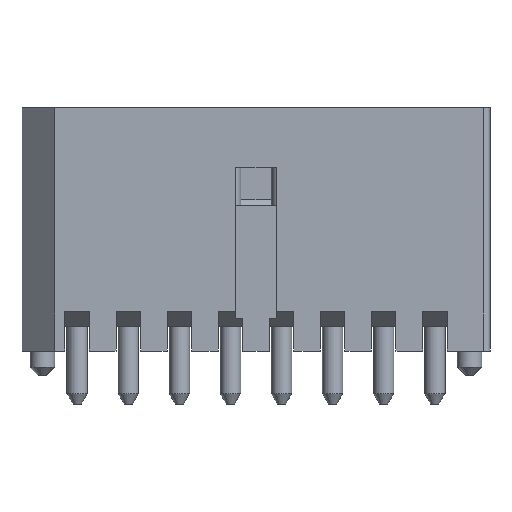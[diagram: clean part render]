
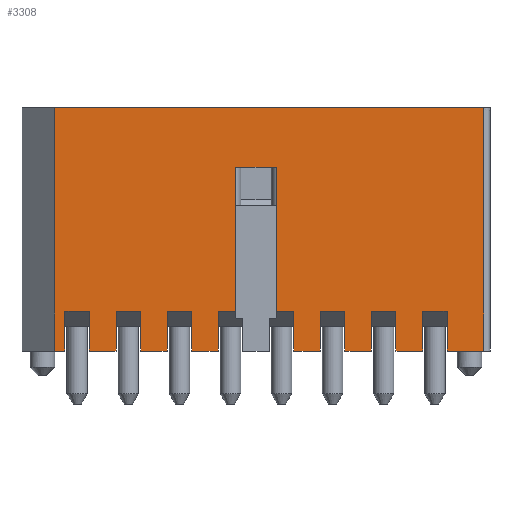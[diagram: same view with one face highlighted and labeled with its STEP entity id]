
A CAD part, front view. The second image highlights one B-rep face of the part: STEP entity #3308.
In plain terms, the highlighted planar face has unit normal (0, -1, 0).
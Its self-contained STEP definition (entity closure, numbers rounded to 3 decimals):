
#596=CARTESIAN_POINT('',(-1.,-1.4,4.925));
#597=VERTEX_POINT('',#596);
#604=CARTESIAN_POINT('',(-1.,-1.4,-5.575));
#605=VERTEX_POINT('',#604);
#606=CARTESIAN_POINT('',(-1.,-1.4,4.925));
#607=DIRECTION('',(0.,0.,-1.));
#608=VECTOR('',#607,10.5);
#609=LINE('',#606,#608);
#610=EDGE_CURVE('',#597,#605,#609,.T.);
#1344=CARTESIAN_POINT('',(-2.45,-1.4,-0.5));
#1345=VERTEX_POINT('',#1344);
#1346=CARTESIAN_POINT('',(-2.45,-1.4,0.5));
#1347=VERTEX_POINT('',#1346);
#1348=CARTESIAN_POINT('',(-2.45,-1.4,-0.5));
#1349=DIRECTION('',(0.,0.,1.));
#1350=VECTOR('',#1349,1.);
#1351=LINE('',#1348,#1350);
#1352=EDGE_CURVE('',#1345,#1347,#1351,.T.);
#1701=CARTESIAN_POINT('',(-5.975,-1.4,-0.5));
#1702=VERTEX_POINT('',#1701);
#1709=CARTESIAN_POINT('',(-5.975,-1.4,-0.5));
#1710=DIRECTION('',(1.,0.,0.));
#1711=VECTOR('',#1710,3.525);
#1712=LINE('',#1709,#1711);
#1713=EDGE_CURVE('',#1702,#1345,#1712,.T.);
#1726=CARTESIAN_POINT('',(-5.975,-1.4,0.5));
#1727=VERTEX_POINT('',#1726);
#1728=CARTESIAN_POINT('',(-2.45,-1.4,0.5));
#1729=DIRECTION('',(-1.,0.,0.));
#1730=VECTOR('',#1729,3.525);
#1731=LINE('',#1728,#1730);
#1732=EDGE_CURVE('',#1347,#1727,#1731,.T.);
#3033=CARTESIAN_POINT('',(-6.95,-1.4,4.925));
#3034=VERTEX_POINT('',#3033);
#3041=CARTESIAN_POINT('',(-6.95,-1.4,4.925));
#3042=DIRECTION('',(1.,0.,0.));
#3043=VECTOR('',#3042,5.95);
#3044=LINE('',#3041,#3043);
#3045=EDGE_CURVE('',#3034,#597,#3044,.T.);
#3052=CARTESIAN_POINT('',(-3.975,-1.4,-0.325));
#3053=DIRECTION('',(0.,0.,-1.));
#3054=DIRECTION('',(0.,-1.,0.));
#3055=AXIS2_PLACEMENT_3D('',#3052,#3054,#3053);
#3056=PLANE('',#3055);
#3057=CARTESIAN_POINT('',(-5.975,-1.4,-0.925));
#3058=VERTEX_POINT('',#3057);
#3059=CARTESIAN_POINT('',(-5.975,-1.4,-0.5));
#3060=DIRECTION('',(0.,0.,-1.));
#3061=VECTOR('',#3060,0.425);
#3062=LINE('',#3059,#3061);
#3063=EDGE_CURVE('',#1702,#3058,#3062,.T.);
#3064=ORIENTED_EDGE('E217',*,*,#3063,.T.);
#3065=CARTESIAN_POINT('',(-6.95,-1.4,-0.925));
#3066=VERTEX_POINT('',#3065);
#3067=CARTESIAN_POINT('',(-5.975,-1.4,-0.925));
#3068=DIRECTION('',(-1.,0.,0.));
#3069=VECTOR('',#3068,0.975);
#3070=LINE('',#3067,#3069);
#3071=EDGE_CURVE('',#3058,#3066,#3070,.T.);
#3072=ORIENTED_EDGE('E218',*,*,#3071,.T.);
#3073=CARTESIAN_POINT('',(-6.95,-1.4,-1.575));
#3074=VERTEX_POINT('',#3073);
#3075=CARTESIAN_POINT('',(-6.95,-1.4,-0.925));
#3076=DIRECTION('',(0.,0.,-1.));
#3077=VECTOR('',#3076,0.65);
#3078=LINE('',#3075,#3077);
#3079=EDGE_CURVE('',#3066,#3074,#3078,.T.);
#3080=ORIENTED_EDGE('E219',*,*,#3079,.T.);
#3081=CARTESIAN_POINT('',(-5.975,-1.4,-1.575));
#3082=VERTEX_POINT('',#3081);
#3083=CARTESIAN_POINT('',(-6.95,-1.4,-1.575));
#3084=DIRECTION('',(1.,0.,0.));
#3085=VECTOR('',#3084,0.975);
#3086=LINE('',#3083,#3085);
#3087=EDGE_CURVE('',#3074,#3082,#3086,.T.);
#3088=ORIENTED_EDGE('E220',*,*,#3087,.T.);
#3089=CARTESIAN_POINT('',(-5.975,-1.4,-2.175));
#3090=VERTEX_POINT('',#3089);
#3091=CARTESIAN_POINT('',(-5.975,-1.4,-1.575));
#3092=DIRECTION('',(0.,0.,-1.));
#3093=VECTOR('',#3092,0.6);
#3094=LINE('',#3091,#3093);
#3095=EDGE_CURVE('',#3082,#3090,#3094,.T.);
#3096=ORIENTED_EDGE('E221',*,*,#3095,.T.);
#3097=CARTESIAN_POINT('',(-6.95,-1.4,-2.175));
#3098=VERTEX_POINT('',#3097);
#3099=CARTESIAN_POINT('',(-5.975,-1.4,-2.175));
#3100=DIRECTION('',(-1.,0.,0.));
#3101=VECTOR('',#3100,0.975);
#3102=LINE('',#3099,#3101);
#3103=EDGE_CURVE('',#3090,#3098,#3102,.T.);
#3104=ORIENTED_EDGE('E222',*,*,#3103,.T.);
#3105=CARTESIAN_POINT('',(-6.95,-1.4,-2.825));
#3106=VERTEX_POINT('',#3105);
#3107=CARTESIAN_POINT('',(-6.95,-1.4,-2.175));
#3108=DIRECTION('',(0.,0.,-1.));
#3109=VECTOR('',#3108,0.65);
#3110=LINE('',#3107,#3109);
#3111=EDGE_CURVE('',#3098,#3106,#3110,.T.);
#3112=ORIENTED_EDGE('E223',*,*,#3111,.T.);
#3113=CARTESIAN_POINT('',(-5.975,-1.4,-2.825));
#3114=VERTEX_POINT('',#3113);
#3115=CARTESIAN_POINT('',(-6.95,-1.4,-2.825));
#3116=DIRECTION('',(1.,0.,0.));
#3117=VECTOR('',#3116,0.975);
#3118=LINE('',#3115,#3117);
#3119=EDGE_CURVE('',#3106,#3114,#3118,.T.);
#3120=ORIENTED_EDGE('E224',*,*,#3119,.T.);
#3121=CARTESIAN_POINT('',(-5.975,-1.4,-3.425));
#3122=VERTEX_POINT('',#3121);
#3123=CARTESIAN_POINT('',(-5.975,-1.4,-2.825));
#3124=DIRECTION('',(0.,0.,-1.));
#3125=VECTOR('',#3124,0.6);
#3126=LINE('',#3123,#3125);
#3127=EDGE_CURVE('',#3114,#3122,#3126,.T.);
#3128=ORIENTED_EDGE('E225',*,*,#3127,.T.);
#3129=CARTESIAN_POINT('',(-6.95,-1.4,-3.425));
#3130=VERTEX_POINT('',#3129);
#3131=CARTESIAN_POINT('',(-5.975,-1.4,-3.425));
#3132=DIRECTION('',(-1.,0.,0.));
#3133=VECTOR('',#3132,0.975);
#3134=LINE('',#3131,#3133);
#3135=EDGE_CURVE('',#3122,#3130,#3134,.T.);
#3136=ORIENTED_EDGE('E226',*,*,#3135,.T.);
#3137=CARTESIAN_POINT('',(-6.95,-1.4,-4.075));
#3138=VERTEX_POINT('',#3137);
#3139=CARTESIAN_POINT('',(-6.95,-1.4,-3.425));
#3140=DIRECTION('',(0.,0.,-1.));
#3141=VECTOR('',#3140,0.65);
#3142=LINE('',#3139,#3141);
#3143=EDGE_CURVE('',#3130,#3138,#3142,.T.);
#3144=ORIENTED_EDGE('E227',*,*,#3143,.T.);
#3145=CARTESIAN_POINT('',(-5.975,-1.4,-4.075));
#3146=VERTEX_POINT('',#3145);
#3147=CARTESIAN_POINT('',(-6.95,-1.4,-4.075));
#3148=DIRECTION('',(1.,0.,0.));
#3149=VECTOR('',#3148,0.975);
#3150=LINE('',#3147,#3149);
#3151=EDGE_CURVE('',#3138,#3146,#3150,.T.);
#3152=ORIENTED_EDGE('E228',*,*,#3151,.T.);
#3153=CARTESIAN_POINT('',(-5.975,-1.4,-4.675));
#3154=VERTEX_POINT('',#3153);
#3155=CARTESIAN_POINT('',(-5.975,-1.4,-4.075));
#3156=DIRECTION('',(0.,0.,-1.));
#3157=VECTOR('',#3156,0.6);
#3158=LINE('',#3155,#3157);
#3159=EDGE_CURVE('',#3146,#3154,#3158,.T.);
#3160=ORIENTED_EDGE('E229',*,*,#3159,.T.);
#3161=CARTESIAN_POINT('',(-6.95,-1.4,-4.675));
#3162=VERTEX_POINT('',#3161);
#3163=CARTESIAN_POINT('',(-5.975,-1.4,-4.675));
#3164=DIRECTION('',(-1.,0.,0.));
#3165=VECTOR('',#3164,0.975);
#3166=LINE('',#3163,#3165);
#3167=EDGE_CURVE('',#3154,#3162,#3166,.T.);
#3168=ORIENTED_EDGE('E230',*,*,#3167,.T.);
#3169=CARTESIAN_POINT('',(-6.95,-1.4,-5.575));
#3170=VERTEX_POINT('',#3169);
#3171=CARTESIAN_POINT('',(-6.95,-1.4,-4.675));
#3172=DIRECTION('',(0.,0.,-1.));
#3173=VECTOR('',#3172,0.9);
#3174=LINE('',#3171,#3173);
#3175=EDGE_CURVE('',#3162,#3170,#3174,.T.);
#3176=ORIENTED_EDGE('E231',*,*,#3175,.T.);
#3177=CARTESIAN_POINT('',(-6.95,-1.4,-5.575));
#3178=DIRECTION('',(1.,0.,0.));
#3179=VECTOR('',#3178,5.95);
#3180=LINE('',#3177,#3179);
#3181=EDGE_CURVE('',#3170,#605,#3180,.T.);
#3182=ORIENTED_EDGE('E232',*,*,#3181,.T.);
#3183=ORIENTED_EDGE('E232',*,*,#610,.F.);
#3184=ORIENTED_EDGE('E232',*,*,#3045,.F.);
#3185=CARTESIAN_POINT('',(-6.95,-1.4,4.675));
#3186=VERTEX_POINT('',#3185);
#3187=CARTESIAN_POINT('',(-6.95,-1.4,4.925));
#3188=DIRECTION('',(0.,0.,-1.));
#3189=VECTOR('',#3188,0.25);
#3190=LINE('',#3187,#3189);
#3191=EDGE_CURVE('',#3034,#3186,#3190,.T.);
#3192=ORIENTED_EDGE('E233',*,*,#3191,.T.);
#3193=CARTESIAN_POINT('',(-5.975,-1.4,4.675));
#3194=VERTEX_POINT('',#3193);
#3195=CARTESIAN_POINT('',(-6.95,-1.4,4.675));
#3196=DIRECTION('',(1.,0.,0.));
#3197=VECTOR('',#3196,0.975);
#3198=LINE('',#3195,#3197);
#3199=EDGE_CURVE('',#3186,#3194,#3198,.T.);
#3200=ORIENTED_EDGE('E234',*,*,#3199,.T.);
#3201=CARTESIAN_POINT('',(-5.975,-1.4,4.075));
#3202=VERTEX_POINT('',#3201);
#3203=CARTESIAN_POINT('',(-5.975,-1.4,4.675));
#3204=DIRECTION('',(0.,0.,-1.));
#3205=VECTOR('',#3204,0.6);
#3206=LINE('',#3203,#3205);
#3207=EDGE_CURVE('',#3194,#3202,#3206,.T.);
#3208=ORIENTED_EDGE('E235',*,*,#3207,.T.);
#3209=CARTESIAN_POINT('',(-6.95,-1.4,4.075));
#3210=VERTEX_POINT('',#3209);
#3211=CARTESIAN_POINT('',(-5.975,-1.4,4.075));
#3212=DIRECTION('',(-1.,0.,0.));
#3213=VECTOR('',#3212,0.975);
#3214=LINE('',#3211,#3213);
#3215=EDGE_CURVE('',#3202,#3210,#3214,.T.);
#3216=ORIENTED_EDGE('E236',*,*,#3215,.T.);
#3217=CARTESIAN_POINT('',(-6.95,-1.4,3.425));
#3218=VERTEX_POINT('',#3217);
#3219=CARTESIAN_POINT('',(-6.95,-1.4,4.075));
#3220=DIRECTION('',(0.,0.,-1.));
#3221=VECTOR('',#3220,0.65);
#3222=LINE('',#3219,#3221);
#3223=EDGE_CURVE('',#3210,#3218,#3222,.T.);
#3224=ORIENTED_EDGE('E237',*,*,#3223,.T.);
#3225=CARTESIAN_POINT('',(-5.975,-1.4,3.425));
#3226=VERTEX_POINT('',#3225);
#3227=CARTESIAN_POINT('',(-6.95,-1.4,3.425));
#3228=DIRECTION('',(1.,0.,0.));
#3229=VECTOR('',#3228,0.975);
#3230=LINE('',#3227,#3229);
#3231=EDGE_CURVE('',#3218,#3226,#3230,.T.);
#3232=ORIENTED_EDGE('E238',*,*,#3231,.T.);
#3233=CARTESIAN_POINT('',(-5.975,-1.4,2.825));
#3234=VERTEX_POINT('',#3233);
#3235=CARTESIAN_POINT('',(-5.975,-1.4,3.425));
#3236=DIRECTION('',(0.,0.,-1.));
#3237=VECTOR('',#3236,0.6);
#3238=LINE('',#3235,#3237);
#3239=EDGE_CURVE('',#3226,#3234,#3238,.T.);
#3240=ORIENTED_EDGE('E239',*,*,#3239,.T.);
#3241=CARTESIAN_POINT('',(-6.95,-1.4,2.825));
#3242=VERTEX_POINT('',#3241);
#3243=CARTESIAN_POINT('',(-5.975,-1.4,2.825));
#3244=DIRECTION('',(-1.,0.,0.));
#3245=VECTOR('',#3244,0.975);
#3246=LINE('',#3243,#3245);
#3247=EDGE_CURVE('',#3234,#3242,#3246,.T.);
#3248=ORIENTED_EDGE('E240',*,*,#3247,.T.);
#3249=CARTESIAN_POINT('',(-6.95,-1.4,2.175));
#3250=VERTEX_POINT('',#3249);
#3251=CARTESIAN_POINT('',(-6.95,-1.4,2.825));
#3252=DIRECTION('',(0.,0.,-1.));
#3253=VECTOR('',#3252,0.65);
#3254=LINE('',#3251,#3253);
#3255=EDGE_CURVE('',#3242,#3250,#3254,.T.);
#3256=ORIENTED_EDGE('E241',*,*,#3255,.T.);
#3257=CARTESIAN_POINT('',(-5.975,-1.4,2.175));
#3258=VERTEX_POINT('',#3257);
#3259=CARTESIAN_POINT('',(-6.95,-1.4,2.175));
#3260=DIRECTION('',(1.,0.,0.));
#3261=VECTOR('',#3260,0.975);
#3262=LINE('',#3259,#3261);
#3263=EDGE_CURVE('',#3250,#3258,#3262,.T.);
#3264=ORIENTED_EDGE('E242',*,*,#3263,.T.);
#3265=CARTESIAN_POINT('',(-5.975,-1.4,1.575));
#3266=VERTEX_POINT('',#3265);
#3267=CARTESIAN_POINT('',(-5.975,-1.4,2.175));
#3268=DIRECTION('',(0.,0.,-1.));
#3269=VECTOR('',#3268,0.6);
#3270=LINE('',#3267,#3269);
#3271=EDGE_CURVE('',#3258,#3266,#3270,.T.);
#3272=ORIENTED_EDGE('E243',*,*,#3271,.T.);
#3273=CARTESIAN_POINT('',(-6.95,-1.4,1.575));
#3274=VERTEX_POINT('',#3273);
#3275=CARTESIAN_POINT('',(-5.975,-1.4,1.575));
#3276=DIRECTION('',(-1.,0.,0.));
#3277=VECTOR('',#3276,0.975);
#3278=LINE('',#3275,#3277);
#3279=EDGE_CURVE('',#3266,#3274,#3278,.T.);
#3280=ORIENTED_EDGE('E244',*,*,#3279,.T.);
#3281=CARTESIAN_POINT('',(-6.95,-1.4,0.925));
#3282=VERTEX_POINT('',#3281);
#3283=CARTESIAN_POINT('',(-6.95,-1.4,1.575));
#3284=DIRECTION('',(0.,0.,-1.));
#3285=VECTOR('',#3284,0.65);
#3286=LINE('',#3283,#3285);
#3287=EDGE_CURVE('',#3274,#3282,#3286,.T.);
#3288=ORIENTED_EDGE('E245',*,*,#3287,.T.);
#3289=CARTESIAN_POINT('',(-5.975,-1.4,0.925));
#3290=VERTEX_POINT('',#3289);
#3291=CARTESIAN_POINT('',(-6.95,-1.4,0.925));
#3292=DIRECTION('',(1.,0.,0.));
#3293=VECTOR('',#3292,0.975);
#3294=LINE('',#3291,#3293);
#3295=EDGE_CURVE('',#3282,#3290,#3294,.T.);
#3296=ORIENTED_EDGE('E246',*,*,#3295,.T.);
#3297=CARTESIAN_POINT('',(-5.975,-1.4,0.925));
#3298=DIRECTION('',(0.,0.,-1.));
#3299=VECTOR('',#3298,0.425);
#3300=LINE('',#3297,#3299);
#3301=EDGE_CURVE('',#3290,#1727,#3300,.T.);
#3302=ORIENTED_EDGE('E247',*,*,#3301,.T.);
#3303=ORIENTED_EDGE('E247',*,*,#1732,.F.);
#3304=ORIENTED_EDGE('E247',*,*,#1352,.F.);
#3305=ORIENTED_EDGE('E247',*,*,#1713,.F.);
#3306=EDGE_LOOP('',(#3064,#3072,#3080,#3088,#3096,#3104,#3112,#3120,#3128,#3136,#3144,#3152,#3160,#3168,#3176,#3182,#3183,#3184,#3192,#3200,#3208,#3216,#3224,#3232,#3240,#3248,#3256,#3264,#3272,#3280,#3288,#3296,#3302,#3303,#3304,#3305));
#3307=FACE_OUTER_BOUND('',#3306,.T.);
#3308=ADVANCED_FACE('F64',(#3307),#3056,.T.);
